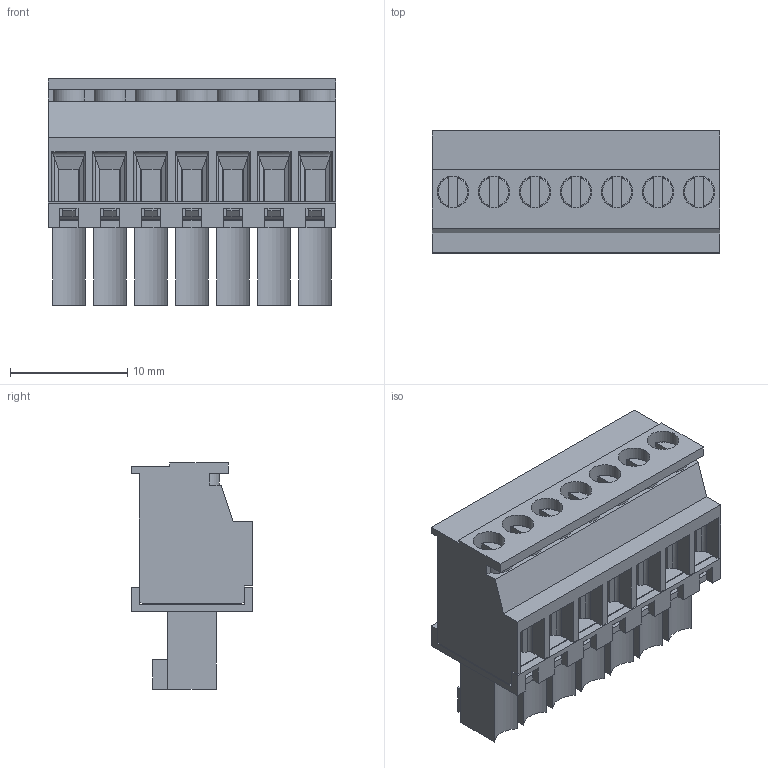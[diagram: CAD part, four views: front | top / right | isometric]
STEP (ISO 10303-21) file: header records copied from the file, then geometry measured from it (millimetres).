
FILE_DESCRIPTION( ( 'Unknown' ), '1' );
FILE_NAME( '691366110007.stp', 'Unknown', ( 'Unknown' ), ( 'Unknown' ), 'PSStep 18.0.17', 'Unknown', ' ' );
FILE_SCHEMA( ( 'AUTOMOTIVE_DESIGN { 1 0 10303 214 1 1 1 1 }' ) );
Length unit declared in the file: millimetre
Products named in the file (6): Assem1; 6913661100xx_Cage; 6913661100xx; 6913661100xx_VIS; 691366110007_Bas; 691366110007
Assembly tree (23 placements, depth 2):
  Assem1
    6913661100xx_Cage  x7
    6913661100xx  x7
    6913661100xx_VIS  x7
    691366110007_Bas
    691366110007
Bounding box: 24.5 x 10.4 x 19.3 mm (x, y, z)
Volume: 1973.8 mm3; surface area: 7179.7 mm2
Topology: 23 solids, 23 shells, 1374 faces, 3668 edges, 2333 vertices
Faces by surface type: plane 1094, cylinder 245, torus 28, cone 7
Full cylindrical faces by diameter (mm): 1.5 x7, 1.598 x7, 1.7 x7, 1.9 x14, 2.1 x7, 2.7 x14
Entity records: 31835 total; most frequent: CARTESIAN_POINT 4587, ORIENTED_EDGE 4366, DIRECTION 4004, EDGE_CURVE 2183, LINE 1966, VECTOR 1966, VERTEX_POINT 1417, AXIS2_PLACEMENT_3D 1019
